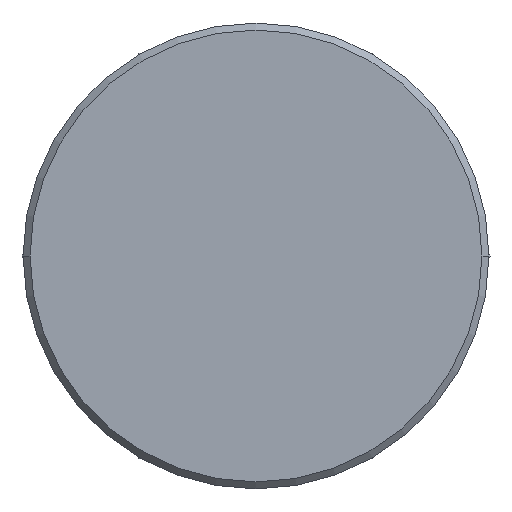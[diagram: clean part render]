
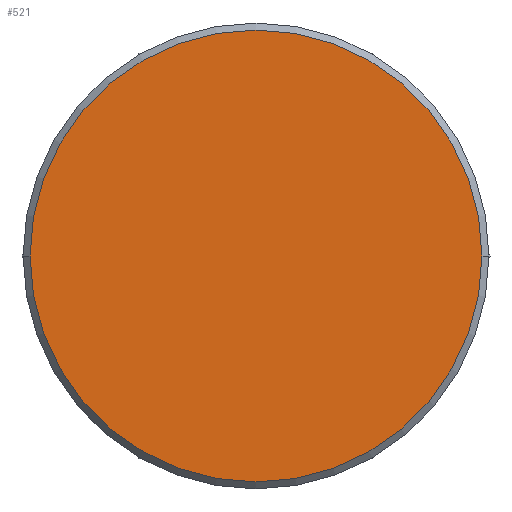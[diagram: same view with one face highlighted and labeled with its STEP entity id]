
A CAD part, front view. The second image highlights one B-rep face of the part: STEP entity #521.
In plain terms, the highlighted planar face has unit normal (0, -1, 0).
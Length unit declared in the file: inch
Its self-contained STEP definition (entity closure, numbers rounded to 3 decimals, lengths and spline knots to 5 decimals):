
#112=CARTESIAN_POINT('',(0.,0.,0.));
#113=DIRECTION('',(0.,1.,0.));
#114=DIRECTION('',(1.,0.,0.));
#115=AXIS2_PLACEMENT_3D('',#112,#113,#114);
#122=CARTESIAN_POINT('',(0.,0.,0.));
#123=DIRECTION('',(0.,1.,0.));
#124=DIRECTION('',(-1.,0.,0.));
#125=AXIS2_PLACEMENT_3D('',#122,#123,#124);
#502=CARTESIAN_POINT('',(0.485,0.,0.));
#503=CARTESIAN_POINT('',(-0.485,0.,0.));
#504=VERTEX_POINT('',#502);
#505=VERTEX_POINT('',#503);
#510=CARTESIAN_POINT('',(0.,0.,0.));
#511=DIRECTION('',(0.,1.,0.));
#512=DIRECTION('',(1.,0.,0.));
#513=AXIS2_PLACEMENT_3D('',#510,#511,#512);
#514=PLANE('',#513);
#516=ORIENTED_EDGE('',*,*,#515,.T.);
#518=ORIENTED_EDGE('',*,*,#517,.T.);
#519=EDGE_LOOP('',(#516,#518));
#520=FACE_OUTER_BOUND('',#519,.F.);
#521=ADVANCED_FACE('',(#520),#514,.F.);
#116=CIRCLE('',#115,0.485);
#126=CIRCLE('',#125,0.485);
#515=EDGE_CURVE('',#504,#505,#116,.T.);
#517=EDGE_CURVE('',#505,#504,#126,.T.);
